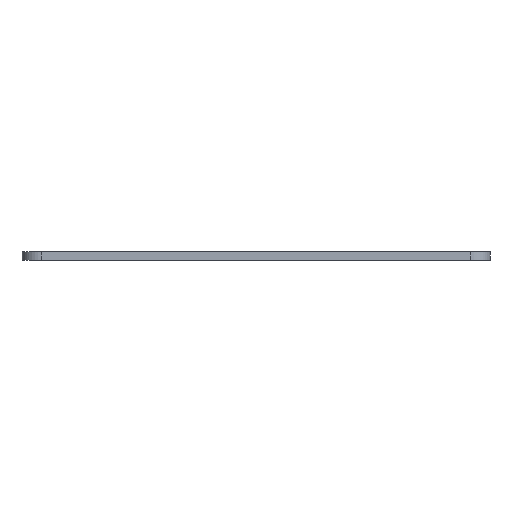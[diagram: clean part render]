
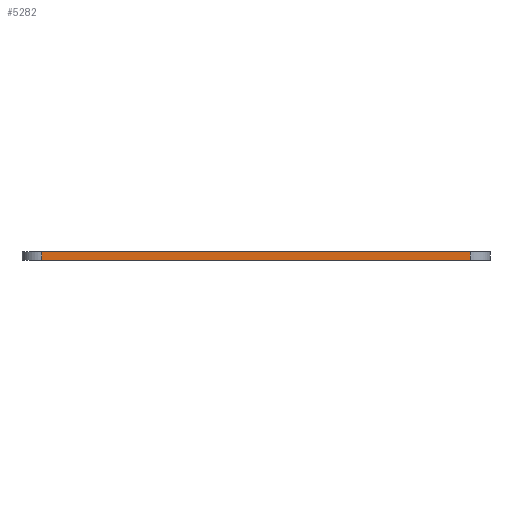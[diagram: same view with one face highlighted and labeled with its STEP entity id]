
A CAD part, front view. The second image highlights one B-rep face of the part: STEP entity #5282.
In plain terms, the highlighted planar face has unit normal (0, -1, 0).
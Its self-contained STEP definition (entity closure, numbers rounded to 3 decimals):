
#84 = PLANE('',#85);
#85 = AXIS2_PLACEMENT_3D('',#86,#87,#88);
#86 = CARTESIAN_POINT('',(50.165,36.83,1.6));
#87 = DIRECTION('',(0.,0.,1.));
#88 = DIRECTION('',(1.,0.,-0.));
#139 = PLANE('',#140);
#140 = AXIS2_PLACEMENT_3D('',#141,#142,#143);
#141 = CARTESIAN_POINT('',(50.165,36.83,0.));
#142 = DIRECTION('',(0.,0.,1.));
#143 = DIRECTION('',(1.,0.,-0.));
#194 = CYLINDRICAL_SURFACE('',#195,3.81);
#195 = AXIS2_PLACEMENT_3D('',#196,#197,#198);
#196 = CARTESIAN_POINT('',(91.44,5.08,0.));
#197 = DIRECTION('',(-0.,-0.,-1.));
#198 = DIRECTION('',(1.,0.,-0.));
#361 = VERTEX_POINT('',#362);
#362 = CARTESIAN_POINT('',(8.89,1.27,0.));
#377 = CYLINDRICAL_SURFACE('',#378,3.81);
#378 = AXIS2_PLACEMENT_3D('',#379,#380,#381);
#379 = CARTESIAN_POINT('',(8.89,5.08,0.));
#380 = DIRECTION('',(-0.,-0.,-1.));
#381 = DIRECTION('',(1.,0.,-0.));
#389 = EDGE_CURVE('',#390,#361,#392,.T.);
#390 = VERTEX_POINT('',#391);
#391 = CARTESIAN_POINT('',(91.44,1.27,0.));
#392 = SURFACE_CURVE('',#393,(#397,#404),.PCURVE_S1.);
#393 = LINE('',#394,#395);
#394 = CARTESIAN_POINT('',(91.44,1.27,0.));
#395 = VECTOR('',#396,1.);
#396 = DIRECTION('',(-1.,0.,0.));
#397 = PCURVE('',#139,#398);
#398 = DEFINITIONAL_REPRESENTATION('',(#399),#403);
#399 = LINE('',#400,#401);
#400 = CARTESIAN_POINT('',(41.275,-35.56));
#401 = VECTOR('',#402,1.);
#402 = DIRECTION('',(-1.,0.));
#403 = ( GEOMETRIC_REPRESENTATION_CONTEXT(2) 
PARAMETRIC_REPRESENTATION_CONTEXT() REPRESENTATION_CONTEXT('2D SPACE',''
  ) );
#404 = PCURVE('',#405,#410);
#405 = PLANE('',#406);
#406 = AXIS2_PLACEMENT_3D('',#407,#408,#409);
#407 = CARTESIAN_POINT('',(91.44,1.27,0.));
#408 = DIRECTION('',(0.,-1.,0.));
#409 = DIRECTION('',(-1.,0.,0.));
#410 = DEFINITIONAL_REPRESENTATION('',(#411),#415);
#411 = LINE('',#412,#413);
#412 = CARTESIAN_POINT('',(0.,-0.));
#413 = VECTOR('',#414,1.);
#414 = DIRECTION('',(1.,0.));
#415 = ( GEOMETRIC_REPRESENTATION_CONTEXT(2) 
PARAMETRIC_REPRESENTATION_CONTEXT() REPRESENTATION_CONTEXT('2D SPACE',''
  ) );
#3034 = VERTEX_POINT('',#3035);
#3035 = CARTESIAN_POINT('',(8.89,1.27,1.6));
#3057 = EDGE_CURVE('',#3058,#3034,#3060,.T.);
#3058 = VERTEX_POINT('',#3059);
#3059 = CARTESIAN_POINT('',(91.44,1.27,1.6));
#3060 = SURFACE_CURVE('',#3061,(#3065,#3072),.PCURVE_S1.);
#3061 = LINE('',#3062,#3063);
#3062 = CARTESIAN_POINT('',(91.44,1.27,1.6));
#3063 = VECTOR('',#3064,1.);
#3064 = DIRECTION('',(-1.,0.,0.));
#3065 = PCURVE('',#84,#3066);
#3066 = DEFINITIONAL_REPRESENTATION('',(#3067),#3071);
#3067 = LINE('',#3068,#3069);
#3068 = CARTESIAN_POINT('',(41.275,-35.56));
#3069 = VECTOR('',#3070,1.);
#3070 = DIRECTION('',(-1.,0.));
#3071 = ( GEOMETRIC_REPRESENTATION_CONTEXT(2) 
PARAMETRIC_REPRESENTATION_CONTEXT() REPRESENTATION_CONTEXT('2D SPACE',''
  ) );
#3072 = PCURVE('',#405,#3073);
#3073 = DEFINITIONAL_REPRESENTATION('',(#3074),#3078);
#3074 = LINE('',#3075,#3076);
#3075 = CARTESIAN_POINT('',(0.,-1.6));
#3076 = VECTOR('',#3077,1.);
#3077 = DIRECTION('',(1.,0.));
#3078 = ( GEOMETRIC_REPRESENTATION_CONTEXT(2) 
PARAMETRIC_REPRESENTATION_CONTEXT() REPRESENTATION_CONTEXT('2D SPACE',''
  ) );
#5232 = EDGE_CURVE('',#390,#3058,#5233,.T.);
#5233 = SURFACE_CURVE('',#5234,(#5238,#5245),.PCURVE_S1.);
#5234 = LINE('',#5235,#5236);
#5235 = CARTESIAN_POINT('',(91.44,1.27,0.));
#5236 = VECTOR('',#5237,1.);
#5237 = DIRECTION('',(0.,0.,1.));
#5238 = PCURVE('',#194,#5239);
#5239 = DEFINITIONAL_REPRESENTATION('',(#5240),#5244);
#5240 = LINE('',#5241,#5242);
#5241 = CARTESIAN_POINT('',(-4.712,0.));
#5242 = VECTOR('',#5243,1.);
#5243 = DIRECTION('',(-0.,-1.));
#5244 = ( GEOMETRIC_REPRESENTATION_CONTEXT(2) 
PARAMETRIC_REPRESENTATION_CONTEXT() REPRESENTATION_CONTEXT('2D SPACE',''
  ) );
#5245 = PCURVE('',#405,#5246);
#5246 = DEFINITIONAL_REPRESENTATION('',(#5247),#5251);
#5247 = LINE('',#5248,#5249);
#5248 = CARTESIAN_POINT('',(0.,-0.));
#5249 = VECTOR('',#5250,1.);
#5250 = DIRECTION('',(0.,-1.));
#5251 = ( GEOMETRIC_REPRESENTATION_CONTEXT(2) 
PARAMETRIC_REPRESENTATION_CONTEXT() REPRESENTATION_CONTEXT('2D SPACE',''
  ) );
#5282 = ADVANCED_FACE('',(#5283),#405,.T.);
#5283 = FACE_BOUND('',#5284,.T.);
#5284 = EDGE_LOOP('',(#5285,#5286,#5287,#5308));
#5285 = ORIENTED_EDGE('',*,*,#5232,.T.);
#5286 = ORIENTED_EDGE('',*,*,#3057,.T.);
#5287 = ORIENTED_EDGE('',*,*,#5288,.F.);
#5288 = EDGE_CURVE('',#361,#3034,#5289,.T.);
#5289 = SURFACE_CURVE('',#5290,(#5294,#5301),.PCURVE_S1.);
#5290 = LINE('',#5291,#5292);
#5291 = CARTESIAN_POINT('',(8.89,1.27,0.));
#5292 = VECTOR('',#5293,1.);
#5293 = DIRECTION('',(0.,0.,1.));
#5294 = PCURVE('',#405,#5295);
#5295 = DEFINITIONAL_REPRESENTATION('',(#5296),#5300);
#5296 = LINE('',#5297,#5298);
#5297 = CARTESIAN_POINT('',(82.55,0.));
#5298 = VECTOR('',#5299,1.);
#5299 = DIRECTION('',(0.,-1.));
#5300 = ( GEOMETRIC_REPRESENTATION_CONTEXT(2) 
PARAMETRIC_REPRESENTATION_CONTEXT() REPRESENTATION_CONTEXT('2D SPACE',''
  ) );
#5301 = PCURVE('',#377,#5302);
#5302 = DEFINITIONAL_REPRESENTATION('',(#5303),#5307);
#5303 = LINE('',#5304,#5305);
#5304 = CARTESIAN_POINT('',(-4.712,0.));
#5305 = VECTOR('',#5306,1.);
#5306 = DIRECTION('',(-0.,-1.));
#5307 = ( GEOMETRIC_REPRESENTATION_CONTEXT(2) 
PARAMETRIC_REPRESENTATION_CONTEXT() REPRESENTATION_CONTEXT('2D SPACE',''
  ) );
#5308 = ORIENTED_EDGE('',*,*,#389,.F.);
